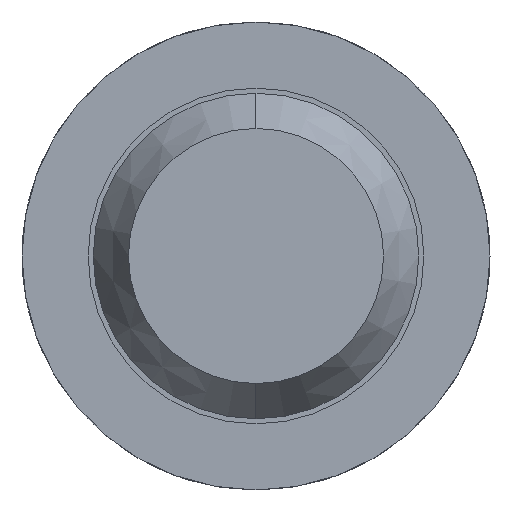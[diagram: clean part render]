
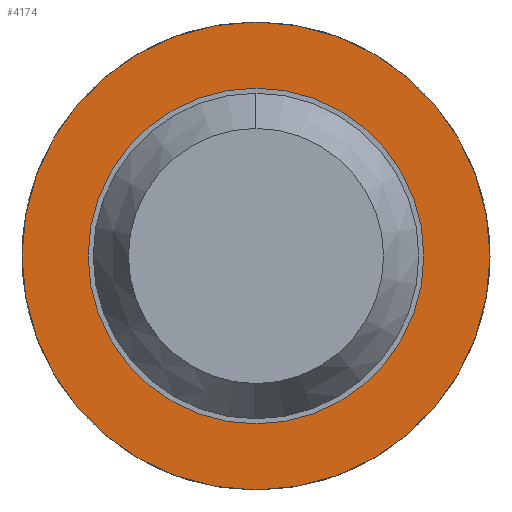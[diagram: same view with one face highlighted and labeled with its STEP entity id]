
A CAD part, front view. The second image highlights one B-rep face of the part: STEP entity #4174.
In plain terms, the highlighted planar face has unit normal (0, -1, 0).
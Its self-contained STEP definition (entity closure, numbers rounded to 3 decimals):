
#91 = DIRECTION ( 'NONE',  ( 0., 0., 1. ) ) ;
#119 = DIRECTION ( 'NONE',  ( 0., 0., 1. ) ) ;
#268 = DIRECTION ( 'NONE',  ( 0., 1., 0. ) ) ;
#288 = CIRCLE ( 'NONE', #4030, 0.825 ) ;
#317 = CARTESIAN_POINT ( 'NONE',  ( 0., -1.7, 0. ) ) ;
#432 = EDGE_LOOP ( 'NONE', ( #584, #1913 ) ) ;
#495 = DIRECTION ( 'NONE',  ( 0., 1., 0. ) ) ;
#584 = ORIENTED_EDGE ( 'NONE', *, *, #1545, .F. ) ;
#634 = CARTESIAN_POINT ( 'NONE',  ( 0., -1.7, 1.15 ) ) ;
#741 = ORIENTED_EDGE ( 'NONE', *, *, #1735, .T. ) ;
#764 = CARTESIAN_POINT ( 'NONE',  ( 0., -1.7, 0.825 ) ) ;
#802 = AXIS2_PLACEMENT_3D ( 'NONE', #4241, #2462, #91 ) ;
#1129 = DIRECTION ( 'NONE',  ( 0., 0., 1. ) ) ;
#1220 = DIRECTION ( 'NONE',  ( 0., 1., 0. ) ) ;
#1349 = ORIENTED_EDGE ( 'NONE', *, *, #1619, .T. ) ;
#1365 = DIRECTION ( 'NONE',  ( 0., 0., 1. ) ) ;
#1447 = CARTESIAN_POINT ( 'NONE',  ( 0., -1.7, 0. ) ) ;
#1448 = PLANE ( 'NONE',  #802 ) ;
#1467 = DIRECTION ( 'NONE',  ( 0., 1., 0. ) ) ;
#1545 = EDGE_CURVE ( 'Defeature ausgef�hrt1_7+Defeature ausgef�hrt1_14+Defeature ausgef�hrt1_14+Defeature ausgef�hrt1_14', #2152, #3560, #1659, .T. ) ;
#1567 = DIRECTION ( 'NONE',  ( 0., 0., 1. ) ) ;
#1619 = EDGE_CURVE ( 'Defeature ausgef�hrt1_14+Defeature ausgef�hrt1_13+Defeature ausgef�hrt1_13+Defeature ausgef�hrt1_13', #4206, #3359, #2801, .T. ) ;
#1659 = CIRCLE ( 'NONE', #2497, 1.15 ) ;
#1735 = EDGE_CURVE ( 'Defeature ausgef�hrt1_14+Defeature ausgef�hrt1_13+Defeature ausgef�hrt1_13+Defeature ausgef�hrt1_13', #3359, #4206, #288, .T. ) ;
#1828 = EDGE_LOOP ( 'NONE', ( #1349, #741 ) ) ;
#1913 = ORIENTED_EDGE ( 'NONE', *, *, #3912, .F. ) ;
#1964 = CARTESIAN_POINT ( 'NONE',  ( 0., -1.7, 0. ) ) ;
#1985 = FACE_OUTER_BOUND ( 'NONE', #432, .T. ) ;
#2152 = VERTEX_POINT ( 'NONE', #634 ) ;
#2161 = AXIS2_PLACEMENT_3D ( 'NONE', #1964, #495, #119 ) ;
#2462 = DIRECTION ( 'NONE',  ( 0., 1., 0. ) ) ;
#2497 = AXIS2_PLACEMENT_3D ( 'NONE', #1447, #1467, #1129 ) ;
#2599 = CARTESIAN_POINT ( 'NONE',  ( 0., -1.7, 0. ) ) ;
#2801 = CIRCLE ( 'NONE', #3186, 0.825 ) ;
#3134 = CIRCLE ( 'NONE', #2161, 1.15 ) ;
#3186 = AXIS2_PLACEMENT_3D ( 'NONE', #2599, #1220, #1567 ) ;
#3359 = VERTEX_POINT ( 'NONE', #3681 ) ;
#3560 = VERTEX_POINT ( 'NONE', #4041 ) ;
#3681 = CARTESIAN_POINT ( 'NONE',  ( 0., -1.7, -0.825 ) ) ;
#3912 = EDGE_CURVE ( 'Defeature ausgef�hrt1_7+Defeature ausgef�hrt1_14+Defeature ausgef�hrt1_14+Defeature ausgef�hrt1_14', #3560, #2152, #3134, .T. ) ;
#4030 = AXIS2_PLACEMENT_3D ( 'NONE', #317, #268, #1365 ) ;
#4041 = CARTESIAN_POINT ( 'NONE',  ( 0., -1.7, -1.15 ) ) ;
#4138 = FACE_BOUND ( 'NONE', #1828, .T. ) ;
#4174 = ADVANCED_FACE ( 'Defeature ausgef�hrt1_14', ( #1985, #4138 ), #1448, .F. ) ;
#4206 = VERTEX_POINT ( 'NONE', #764 ) ;
#4241 = CARTESIAN_POINT ( 'NONE',  ( 0.825, -1.7, 0. ) ) ;
